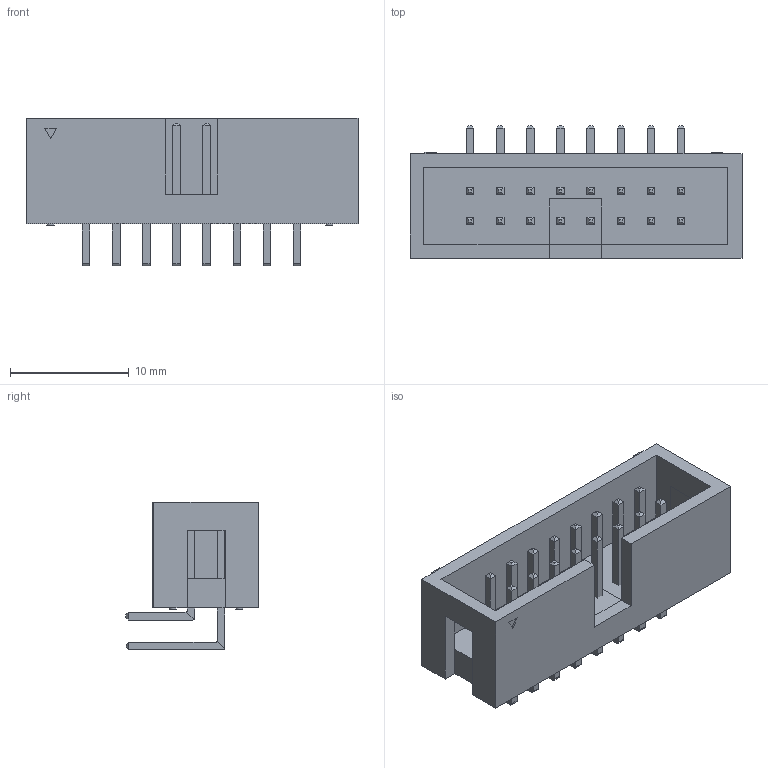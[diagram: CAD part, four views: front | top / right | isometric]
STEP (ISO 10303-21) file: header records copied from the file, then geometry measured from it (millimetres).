
FILE_DESCRIPTION(('FreeCAD Model'),'2;1');
FILE_NAME('ml_16_l.stp','2015-04-11T15:46:07',( 'FreeCAD'),('FreeCAD'),'Open CASCADE STEP processor 6.7','FreeCAD', 'Unknown');
FILE_SCHEMA(('AUTOMOTIVE_DESIGN_CC2 { 1 2 10303 214 -1 1 5 4 }'));
Length unit declared in the file: millimetre
Products named in the file (2): LinearPattern001; Array
Bounding box: 27.97 x 11.17 x 12.42 mm (x, y, z)
Volume: 1157 mm3; surface area: 2230.3 mm2
Topology: 17 solids, 17 shells, 432 faces, 981 edges, 586 vertices
Faces by surface type: plane 396, cylinder 36
Full cylindrical faces by diameter (mm): 0.6 x4
Entity records: 25139 total; most frequent: CARTESIAN_POINT 4410, DIRECTION 3857, LINE 2655, VECTOR 2655, ORIENTED_EDGE 1962, PCURVE 1962, DEFINITIONAL_REPRESENTATION 1962, EDGE_CURVE 981
